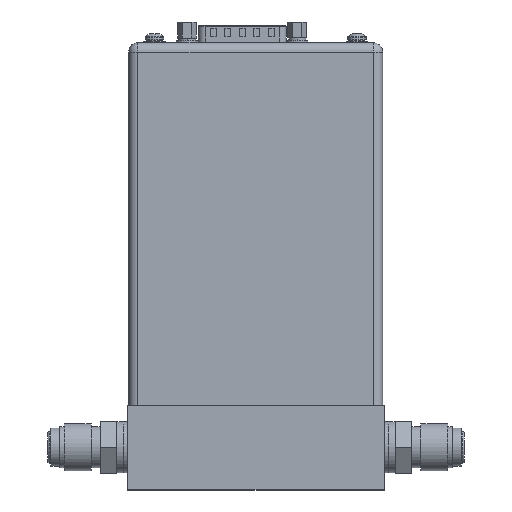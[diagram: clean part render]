
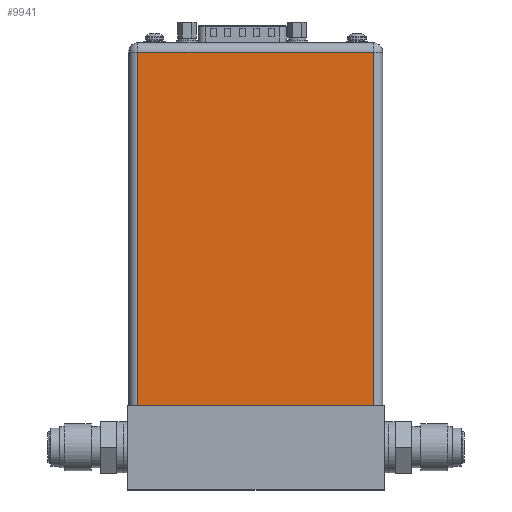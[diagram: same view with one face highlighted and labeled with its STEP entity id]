
A CAD part, top view. The second image highlights one B-rep face of the part: STEP entity #9941.
In plain terms, the highlighted planar face has unit normal (0, 0, 1).
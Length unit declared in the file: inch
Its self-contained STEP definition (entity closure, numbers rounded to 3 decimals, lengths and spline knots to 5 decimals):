
#8114=DIRECTION('',(1.,0.,0.));
#8115=VECTOR('',#8114,2.757);
#8116=CARTESIAN_POINT('',(-1.3785,0.,1.425));
#8117=LINE('',#8116,#8115);
#8801=DIRECTION('',(0.,-1.,0.));
#8802=VECTOR('',#8801,4.141);
#8803=CARTESIAN_POINT('',(1.3785,4.141,1.425));
#8804=LINE('',#8803,#8802);
#8808=DIRECTION('',(0.,-1.,0.));
#8809=VECTOR('',#8808,4.141);
#8810=CARTESIAN_POINT('',(-1.3785,4.141,1.425));
#8811=LINE('',#8810,#8809);
#8815=DIRECTION('',(1.,0.,0.));
#8816=VECTOR('',#8815,2.757);
#8817=CARTESIAN_POINT('',(-1.3785,4.141,1.425));
#8818=LINE('',#8817,#8816);
#9265=CARTESIAN_POINT('',(1.3785,0.,1.425));
#9267=VERTEX_POINT('',#9265);
#9268=CARTESIAN_POINT('',(1.3785,4.141,1.425));
#9269=VERTEX_POINT('',#9268);
#9280=CARTESIAN_POINT('',(-1.3785,0.,1.425));
#9282=VERTEX_POINT('',#9280);
#9284=CARTESIAN_POINT('',(-1.3785,4.141,1.425));
#9285=VERTEX_POINT('',#9284);
#9929=CARTESIAN_POINT('',(-1.4875,0.,1.425));
#9930=DIRECTION('',(0.,0.,1.));
#9931=DIRECTION('',(1.,0.,0.));
#9932=AXIS2_PLACEMENT_3D('',#9929,#9930,#9931);
#9933=PLANE('',#9932);
#9935=ORIENTED_EDGE('',*,*,#9934,.T.);
#9936=ORIENTED_EDGE('',*,*,#9407,.F.);
#9937=ORIENTED_EDGE('',*,*,#9898,.F.);
#9938=ORIENTED_EDGE('',*,*,#9920,.T.);
#9939=EDGE_LOOP('',(#9935,#9936,#9937,#9938));
#9940=FACE_OUTER_BOUND('',#9939,.F.);
#9941=ADVANCED_FACE('',(#9940),#9933,.T.);
#9407=EDGE_CURVE('',#9282,#9267,#8117,.T.);
#9898=EDGE_CURVE('',#9285,#9282,#8811,.T.);
#9920=EDGE_CURVE('',#9285,#9269,#8818,.T.);
#9934=EDGE_CURVE('',#9269,#9267,#8804,.T.);
